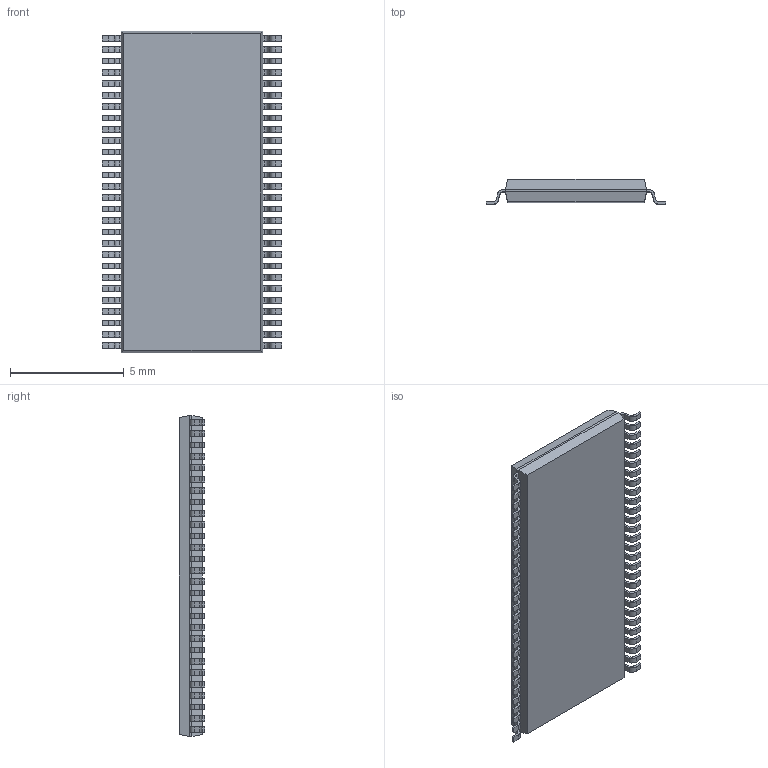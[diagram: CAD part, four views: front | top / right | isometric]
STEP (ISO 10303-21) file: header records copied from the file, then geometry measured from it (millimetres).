
FILE_DESCRIPTION (( 'STEP AP214' ), '1' );
FILE_NAME ('User Library-TSSOP-56 14.1x6.2.STEP', '2022-03-04T23:22:57', ( '' ), ( '' ), 'SwSTEP 2.0', 'SolidWorks 2021', '' );
FILE_SCHEMA (( 'AUTOMOTIVE_DESIGN' ));
Length unit declared in the file: millimetre
Products named in the file (3): User Library-TSSOP-56 14.1x6.2; pin_TSSOP_tsop_1; body_TSSOP_TSSOP_14.1x6.2_1
Assembly tree (57 placements, depth 2):
  User Library-TSSOP-56 14.1x6.2
    pin_TSSOP_tsop_1  x56
    body_TSSOP_TSSOP_14.1x6.2_1
Bounding box: 7.9 x 1.1 x 14.1 mm (x, y, z)
Volume: 87.3 mm3; surface area: 257.6 mm2
Topology: 57 solids, 57 shells, 801 faces, 2050 edges, 1364 vertices
Faces by surface type: plane 575, cylinder 226
Entity records: 1743 total; most frequent: DIRECTION 264, CARTESIAN_POINT 205, ORIENTED_EDGE 140, AXIS2_PLACEMENT_3D 103, EDGE_CURVE 70, PRODUCT_DEFINITION_SHAPE 60, LINE 58, VECTOR 58
